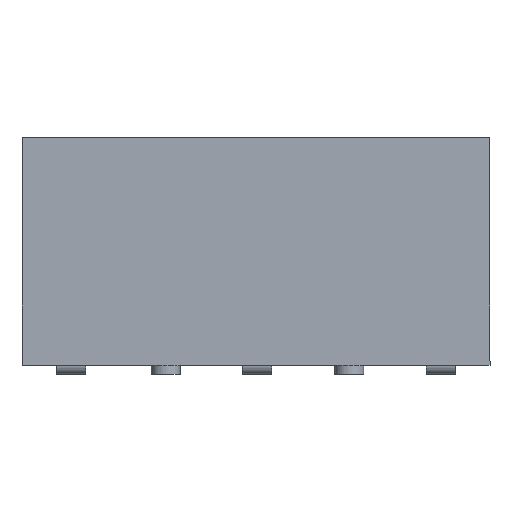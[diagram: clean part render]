
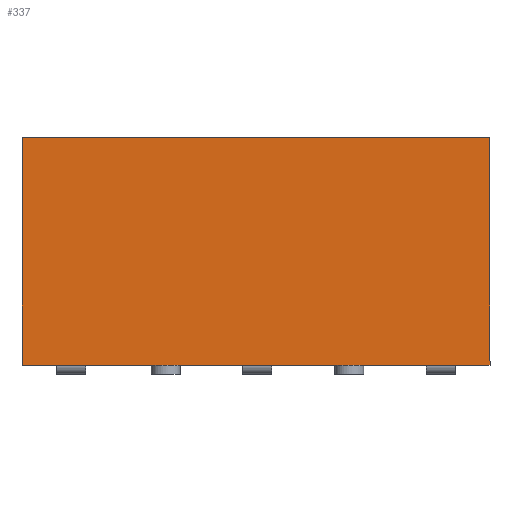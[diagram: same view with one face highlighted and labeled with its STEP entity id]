
A CAD part, top view. The second image highlights one B-rep face of the part: STEP entity #337.
In plain terms, the highlighted planar face has unit normal (0, 0, 1).
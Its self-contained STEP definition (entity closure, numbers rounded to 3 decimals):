
#66 = ORIENTED_EDGE ( 'NONE', *, *, #2015, .T. ) ;
#80 = VERTEX_POINT ( 'NONE', #4516 ) ;
#161 = CARTESIAN_POINT ( 'NONE',  ( -6.48, 6.2, 1.25 ) ) ;
#209 = ORIENTED_EDGE ( 'NONE', *, *, #4029, .T. ) ;
#223 = DIRECTION ( 'NONE',  ( -1., 0., 0. ) ) ;
#337 = ADVANCED_FACE ( 'NONE', ( #724 ), #3882, .F. ) ;
#531 = LINE ( 'NONE', #1198, #1533 ) ;
#652 = AXIS2_PLACEMENT_3D ( 'NONE', #1481, #2802, #1852 ) ;
#724 = FACE_OUTER_BOUND ( 'NONE', #2523, .T. ) ;
#880 = VECTOR ( 'NONE', #1047, 1000. ) ;
#1047 = DIRECTION ( 'NONE',  ( 0., -1., 0. ) ) ;
#1193 = ORIENTED_EDGE ( 'NONE', *, *, #1378, .F. ) ;
#1198 = CARTESIAN_POINT ( 'NONE',  ( -6.48, 0., 1.25 ) ) ;
#1378 = EDGE_CURVE ( 'NONE', #2774, #3616, #4199, .T. ) ;
#1481 = CARTESIAN_POINT ( 'NONE',  ( -6.48, 6.2, 1.25 ) ) ;
#1533 = VECTOR ( 'NONE', #4096, 1000. ) ;
#1578 = EDGE_CURVE ( 'NONE', #2061, #80, #2715, .T. ) ;
#1689 = ORIENTED_EDGE ( 'NONE', *, *, #1578, .T. ) ;
#1852 = DIRECTION ( 'NONE',  ( -1., 0., 0. ) ) ;
#1958 = LINE ( 'NONE', #3034, #3058 ) ;
#2015 = EDGE_CURVE ( 'NONE', #2774, #2061, #1958, .T. ) ;
#2061 = VERTEX_POINT ( 'NONE', #2242 ) ;
#2242 = CARTESIAN_POINT ( 'NONE',  ( -6.48, 6.3, 1.25 ) ) ;
#2394 = CARTESIAN_POINT ( 'NONE',  ( 6.48, 6.2, 1.25 ) ) ;
#2523 = EDGE_LOOP ( 'NONE', ( #209, #1193, #66, #1689 ) ) ;
#2715 = LINE ( 'NONE', #161, #3900 ) ;
#2774 = VERTEX_POINT ( 'NONE', #3497 ) ;
#2802 = DIRECTION ( 'NONE',  ( 0., 0., -1. ) ) ;
#3029 = CARTESIAN_POINT ( 'NONE',  ( 6.48, 0., 1.25 ) ) ;
#3034 = CARTESIAN_POINT ( 'NONE',  ( 6.48, 6.3, 1.25 ) ) ;
#3058 = VECTOR ( 'NONE', #223, 1000. ) ;
#3346 = DIRECTION ( 'NONE',  ( 0., -1., 0. ) ) ;
#3497 = CARTESIAN_POINT ( 'NONE',  ( 6.48, 6.3, 1.25 ) ) ;
#3616 = VERTEX_POINT ( 'NONE', #3029 ) ;
#3882 = PLANE ( 'NONE',  #652 ) ;
#3900 = VECTOR ( 'NONE', #3346, 1000. ) ;
#4029 = EDGE_CURVE ( 'NONE', #80, #3616, #531, .T. ) ;
#4096 = DIRECTION ( 'NONE',  ( 1., 0., 0. ) ) ;
#4199 = LINE ( 'NONE', #2394, #880 ) ;
#4516 = CARTESIAN_POINT ( 'NONE',  ( -6.48, 0., 1.25 ) ) ;
